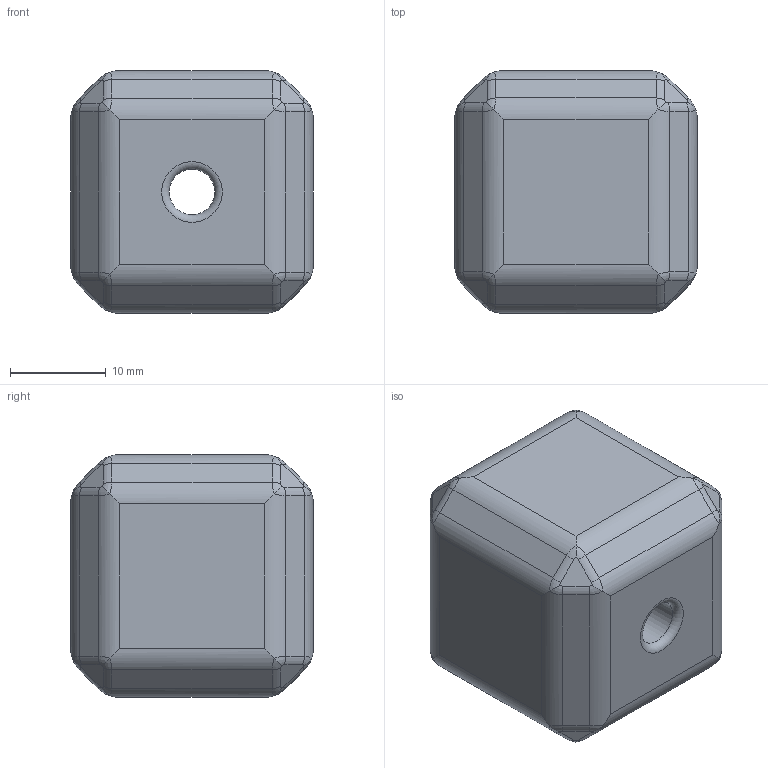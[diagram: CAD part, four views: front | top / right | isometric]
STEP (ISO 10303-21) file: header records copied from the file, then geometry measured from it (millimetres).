
FILE_DESCRIPTION(/* description */ (''),/* implementation_level */ '2;1');
FILE_NAME(/* name */ 'straight.stp',/* time_stamp */ '2018-11-17T14:13:08-05:00',/* author */ ('Mark'),/* organization */ (''),/* preprocessor_version */ 'ST-DEVELOPER v16.1',/* originating_system */ 'Autodesk Inventor 2016',/* authorisation */ '');
FILE_SCHEMA (('AUTOMOTIVE_DESIGN { 1 0 10303 214 3 1 1 }'));
Length unit declared in the file: inch
Products named in the file (1): straight
Bounding box: 25.4 x 25.4 x 25.4 mm (x, y, z)
Volume: 13917.9 mm3; surface area: 3416.4 mm2
Topology: 1 solids, 1 shells, 125 faces, 296 edges, 173 vertices
Faces by surface type: cylinder 49, bspline 48, plane 26, torus 2
Full cylindrical faces by diameter (mm): 4.762 x1
Entity records: 4300 total; most frequent: CARTESIAN_POINT 1478, DIRECTION 596, ORIENTED_EDGE 584, EDGE_CURVE 292, AXIS2_PLACEMENT_3D 250, VERTEX_POINT 172, EDGE_LOOP 130, FACE_OUTER_BOUND 125
